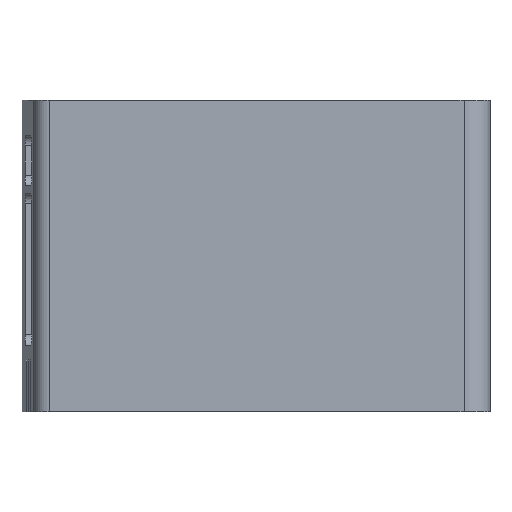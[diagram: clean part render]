
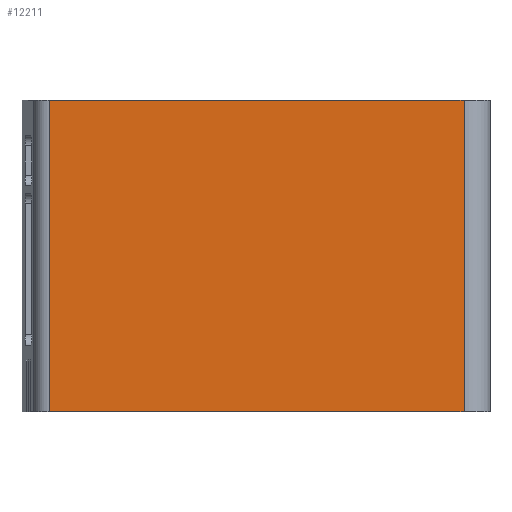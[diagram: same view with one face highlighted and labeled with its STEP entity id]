
A CAD part, left-side view. The second image highlights one B-rep face of the part: STEP entity #12211.
In plain terms, the highlighted planar face has unit normal (-1, 0, 0).
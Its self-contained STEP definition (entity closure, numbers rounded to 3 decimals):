
#12172=CARTESIAN_POINT('',(-16.25,40.73,0.0));
#12173=DIRECTION('',(-1.0,0.0,0.0));
#12174=DIRECTION('',(0.0,0.0,1.0));
#12175=AXIS2_PLACEMENT_3D('',#12172,#12173,#12174);
#12176=PLANE('',#12175);
#12177=CARTESIAN_POINT('',(-16.25,40.73,-60.0));
#12178=VERTEX_POINT('',#12177);
#12179=CARTESIAN_POINT('',(-16.25,-39.,-60.0));
#12180=VERTEX_POINT('',#12179);
#12181=CARTESIAN_POINT('',(-16.25,40.73,-60.0));
#12182=DIRECTION('',(0.0,-1.0,0.0));
#12183=VECTOR('',#12182,79.73);
#12184=LINE('',#12181,#12183);
#12185=EDGE_CURVE('',#12178,#12180,#12184,.T.);
#12186=ORIENTED_EDGE('',*,*,#12185,.T.);
#12187=CARTESIAN_POINT('',(-16.25,-39.,0.0));
#12188=VERTEX_POINT('',#12187);
#12189=CARTESIAN_POINT('',(-16.25,-39.,0.0));
#12190=DIRECTION('',(0.0,0.0,-1.0));
#12191=VECTOR('',#12190,60.0);
#12192=LINE('',#12189,#12191);
#12193=EDGE_CURVE('',#12188,#12180,#12192,.T.);
#12194=ORIENTED_EDGE('',*,*,#12193,.F.);
#12195=CARTESIAN_POINT('',(-16.25,40.73,0.0));
#12196=VERTEX_POINT('',#12195);
#12197=CARTESIAN_POINT('',(-16.25,40.73,0.0));
#12198=DIRECTION('',(0.0,-1.0,0.0));
#12199=VECTOR('',#12198,79.73);
#12200=LINE('',#12197,#12199);
#12201=EDGE_CURVE('',#12196,#12188,#12200,.T.);
#12202=ORIENTED_EDGE('',*,*,#12201,.F.);
#12203=CARTESIAN_POINT('',(-16.25,40.73,0.0));
#12204=DIRECTION('',(0.0,0.0,-1.0));
#12205=VECTOR('',#12204,60.0);
#12206=LINE('',#12203,#12205);
#12207=EDGE_CURVE('',#12196,#12178,#12206,.T.);
#12208=ORIENTED_EDGE('',*,*,#12207,.T.);
#12209=EDGE_LOOP('',(#12186,#12194,#12202,#12208));
#12210=FACE_OUTER_BOUND('',#12209,.T.);
#12211=ADVANCED_FACE('',(#12210),#12176,.T.);
